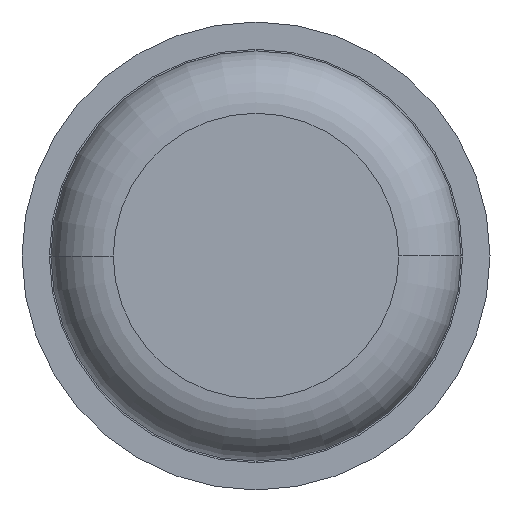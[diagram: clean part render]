
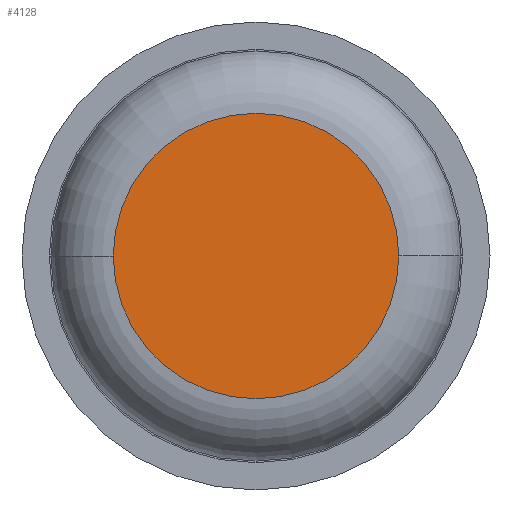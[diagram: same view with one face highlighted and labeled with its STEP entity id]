
A CAD part, front view. The second image highlights one B-rep face of the part: STEP entity #4128.
In plain terms, the highlighted planar face has unit normal (0, -1, 0).
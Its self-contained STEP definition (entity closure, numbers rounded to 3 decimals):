
#456 = EDGE_LOOP ( 'NONE', ( #2604, #3899 ) ) ;
#757 = AXIS2_PLACEMENT_3D ( 'NONE', #2236, #3531, #2590 ) ;
#855 = CARTESIAN_POINT ( 'NONE',  ( 0.915, 0., 0. ) ) ;
#1303 = FACE_OUTER_BOUND ( 'NONE', #456, .T. ) ;
#1623 = CIRCLE ( 'NONE', #757, 0.915 ) ;
#2152 = AXIS2_PLACEMENT_3D ( 'NONE', #4099, #3509, #3807 ) ;
#2229 = CARTESIAN_POINT ( 'NONE',  ( -0.915, 0., 0. ) ) ;
#2236 = CARTESIAN_POINT ( 'NONE',  ( 0., 0., 0. ) ) ;
#2526 = AXIS2_PLACEMENT_3D ( 'NONE', #3776, #4143, #3166 ) ;
#2590 = DIRECTION ( 'NONE',  ( -1., 0., 0. ) ) ;
#2604 = ORIENTED_EDGE ( 'NONE', *, *, #4091, .T. ) ;
#2676 = VERTEX_POINT ( 'NONE', #855 ) ;
#3020 = CIRCLE ( 'NONE', #2526, 0.915 ) ;
#3166 = DIRECTION ( 'NONE',  ( -1., 0., 0. ) ) ;
#3509 = DIRECTION ( 'NONE',  ( 0., 1., 0. ) ) ;
#3531 = DIRECTION ( 'NONE',  ( 0., -1., 0. ) ) ;
#3684 = EDGE_CURVE ( 'Defeature ausgef�hrt1_6+Defeature ausgef�hrt1_7+Defeature ausgef�hrt1_7+Defeature ausgef�hrt1_7', #2676, #4146, #1623, .T. ) ;
#3776 = CARTESIAN_POINT ( 'NONE',  ( 0., 0., 0. ) ) ;
#3807 = DIRECTION ( 'NONE',  ( -1., 0., 0. ) ) ;
#3824 = PLANE ( 'NONE',  #2152 ) ;
#3899 = ORIENTED_EDGE ( 'NONE', *, *, #3684, .T. ) ;
#4091 = EDGE_CURVE ( 'Defeature ausgef�hrt1_6+Defeature ausgef�hrt1_7+Defeature ausgef�hrt1_7+Defeature ausgef�hrt1_7', #4146, #2676, #3020, .T. ) ;
#4099 = CARTESIAN_POINT ( 'NONE',  ( 0., 0., 0. ) ) ;
#4128 = ADVANCED_FACE ( 'Defeature ausgef�hrt1_6', ( #1303 ), #3824, .F. ) ;
#4143 = DIRECTION ( 'NONE',  ( 0., -1., 0. ) ) ;
#4146 = VERTEX_POINT ( 'NONE', #2229 ) ;
